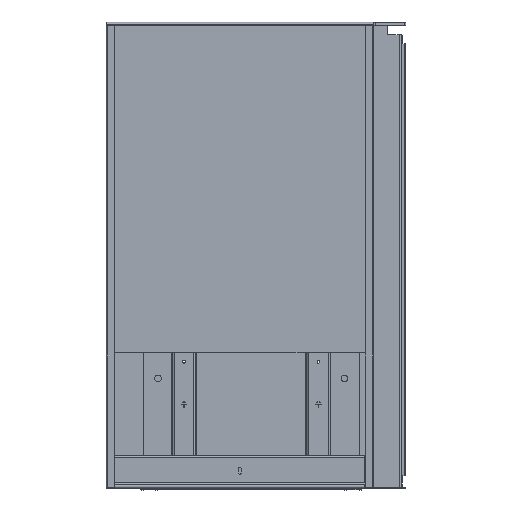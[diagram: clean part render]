
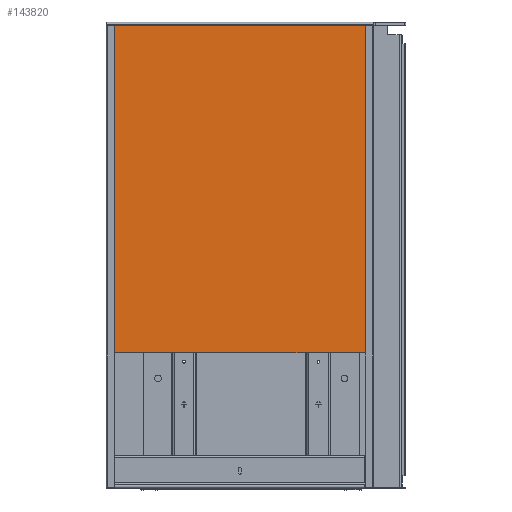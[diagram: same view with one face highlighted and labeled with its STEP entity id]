
A CAD part, top view. The second image highlights one B-rep face of the part: STEP entity #143820.
In plain terms, the highlighted planar face has unit normal (0, 0.001, 1).
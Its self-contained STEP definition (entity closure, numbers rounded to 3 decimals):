
#143430=CARTESIAN_POINT('',(0.,0.,0.7));
#143440=DIRECTION('',(0.,0.,1.));
#143450=DIRECTION('',(1.,0.,0.));
#143460=AXIS2_PLACEMENT_3D('',#143430,#143440,#143450);
#143470=PLANE('',#143460);
#143480=CARTESIAN_POINT('',(656.6,0.,
0.7));
#143490=DIRECTION('',(0.,-1.,0.));
#143500=VECTOR('',#143490,1.);
#143510=LINE('',#143480,#143500);
#143520=CARTESIAN_POINT('',(656.6,926.15,0.7));
#143530=VERTEX_POINT('',#143520);
#143540=CARTESIAN_POINT('',(656.6,561.15,0.7));
#143550=VERTEX_POINT('',#143540);
#143560=EDGE_CURVE('',#143530,#143550,#143510,.T.);
#143570=ORIENTED_EDGE('',*,*,#143560,.F.);
#143580=CARTESIAN_POINT('',(0.,561.15,0.7));
#143590=DIRECTION('',(-1.,0.,0.));
#143600=VECTOR('',#143590,1.);
#143610=LINE('',#143580,#143600);
#143620=CARTESIAN_POINT('',(363.6,561.15,0.7));
#143630=VERTEX_POINT('',#143620);
#143640=EDGE_CURVE('',#143550,#143630,#143610,.T.);
#143650=ORIENTED_EDGE('',*,*,#143640,.F.);
#143660=CARTESIAN_POINT('',(363.6,0.,0.7
));
#143670=DIRECTION('',(0.,1.,0.));
#143680=VECTOR('',#143670,1.);
#143690=LINE('',#143660,#143680);
#143700=CARTESIAN_POINT('',(363.6,926.15,0.7));
#143710=VERTEX_POINT('',#143700);
#143720=EDGE_CURVE('',#143630,#143710,#143690,.T.);
#143730=ORIENTED_EDGE('',*,*,#143720,.F.);
#143740=CARTESIAN_POINT('',(0.,926.15,0.7));
#143750=DIRECTION('',(1.,0.,0.));
#143760=VECTOR('',#143750,1.);
#143770=LINE('',#143740,#143760);
#143780=EDGE_CURVE('',#143710,#143530,#143770,.T.);
#143790=ORIENTED_EDGE('',*,*,#143780,.F.);
#143800=EDGE_LOOP('',(#143790,#143730,#143650,#143570));
#143810=FACE_OUTER_BOUND('',#143800,.T.);
#143820=ADVANCED_FACE('',(#143810),#143470,.T.);
